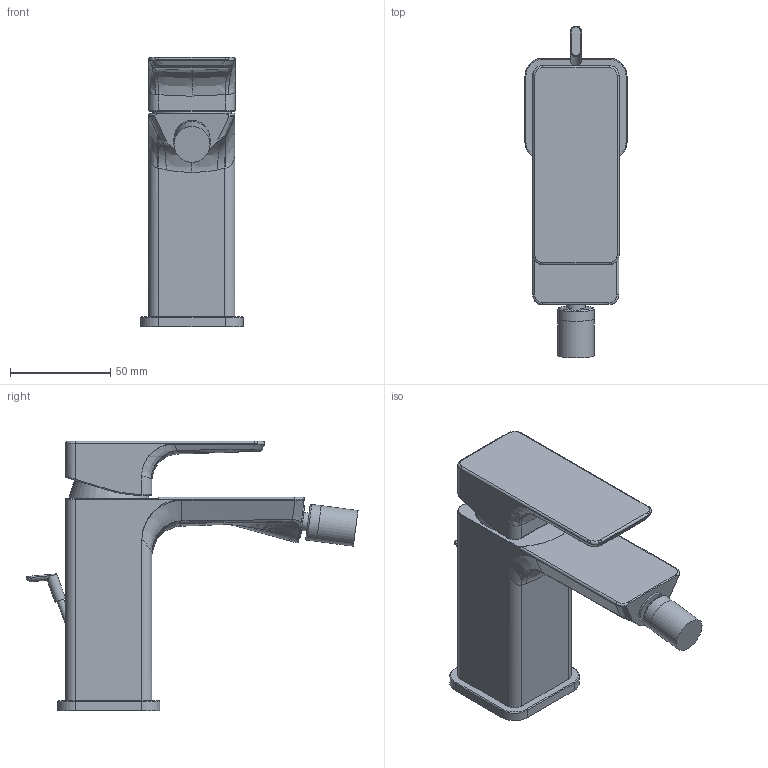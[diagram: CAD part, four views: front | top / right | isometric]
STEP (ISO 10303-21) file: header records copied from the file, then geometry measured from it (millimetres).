
FILE_DESCRIPTION(/* description */ (''),/* implementation_level */ '2;1');
FILE_NAME(/* name */ '3D_TVB112001000_Subway 3.step',/* time_stamp */ '2023-01-17T15:28:46+01:00',/* author */ (''),/* organization */ (''),/* preprocessor_version */ 'ST-DEVELOPER v19.2',/* originating_system */ 'Autodesk Translation Framework v11.17.0.187',/* authorisation */ '');
FILE_SCHEMA (('AUTOMOTIVE_DESIGN { 1 0 10303 214 3 1 1 }'));
Length unit declared in the file: millimetre
Products named in the file (9): (Nicht gespeichert); 3923; 6501; AC53CR682E1-5_ASM; GHIERA-AERATORE-M16X1; Komponente5; Komponente6; Komponente8; 6506
Assembly tree (8 placements, depth 3):
  (Nicht gespeichert)
    3923
    6501
    AC53CR682E1-5_ASM
      GHIERA-AERATORE-M16X1
    Komponente5
    Komponente6
    Komponente8
    6506
Bounding box: 51 x 165.79 x 134.55 mm (x, y, z)
Volume: 276040 mm3; surface area: 57807.6 mm2
Topology: 7 solids, 7 shells, 295 faces, 666 edges, 394 vertices
Faces by surface type: bspline 92, cylinder 89, plane 67, torus 33, cone 10, sphere 4
Full cylindrical faces by diameter (mm): 3.5 x1, 4.2 x1, 5 x1, 5.5 x1, 9 x1, 13 x1, 15.1 x1, 15.7 x1, 15.75 x1, 18 x2, 32 x1, 32.7 x1, 34.7 x1, 39.5 x1
Entity records: 22678 total; most frequent: CARTESIAN_POINT 16350, ORIENTED_EDGE 1318, DIRECTION 1183, EDGE_CURVE 659, AXIS2_PLACEMENT_3D 480, VERTEX_POINT 392, EDGE_LOOP 309, FACE_OUTER_BOUND 293
